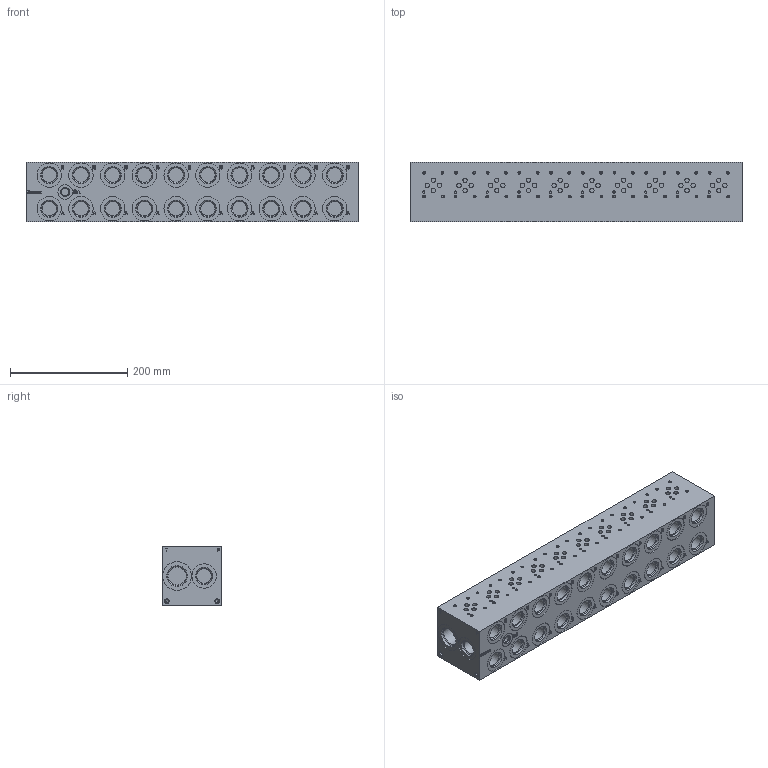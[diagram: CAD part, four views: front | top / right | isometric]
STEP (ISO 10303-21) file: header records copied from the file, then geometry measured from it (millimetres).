
FILE_DESCRIPTION( ( 'STEP AP214' ), ' ' );
FILE_NAME( 'AD03HP102S.stp', '2018-04-21T01:59:29', ( '' ), ( '' ), ' ', 'PARTsolutions', ' ' );
FILE_SCHEMA( ( 'AUTOMOTIVE_DESIGN { 1 0 10303 214 1 1 1 1 }' ) );
Length unit declared in the file: inch
Products named in the file (1): _AD03HP102S
Bounding box: 565.15 x 101.6 x 101.6 mm (x, y, z)
Volume: 5489826.1 mm3; surface area: 312479.7 mm2
Topology: 1 solids, 1 shells, 864 faces, 1949 edges, 1254 vertices
Faces by surface type: plane 495, cylinder 231, cone 138
Full cylindrical faces by diameter (mm): 3.68 x40, 4.013 x10, 6.411 x4, 7.493 x40, 12.761 x1, 24.696 x22, 25.019 x1, 31.046 x2, 41.453 x22, 48.971 x2
Entity records: 29241 total; most frequent: DIRECTION 3907, CARTESIAN_POINT 3738, ORIENTED_EDGE 3242, EDGE_CURVE 1621, AXIS2_PLACEMENT_3D 1421, EDGE_LOOP 1313, VERTEX_POINT 1252, LINE 1065
